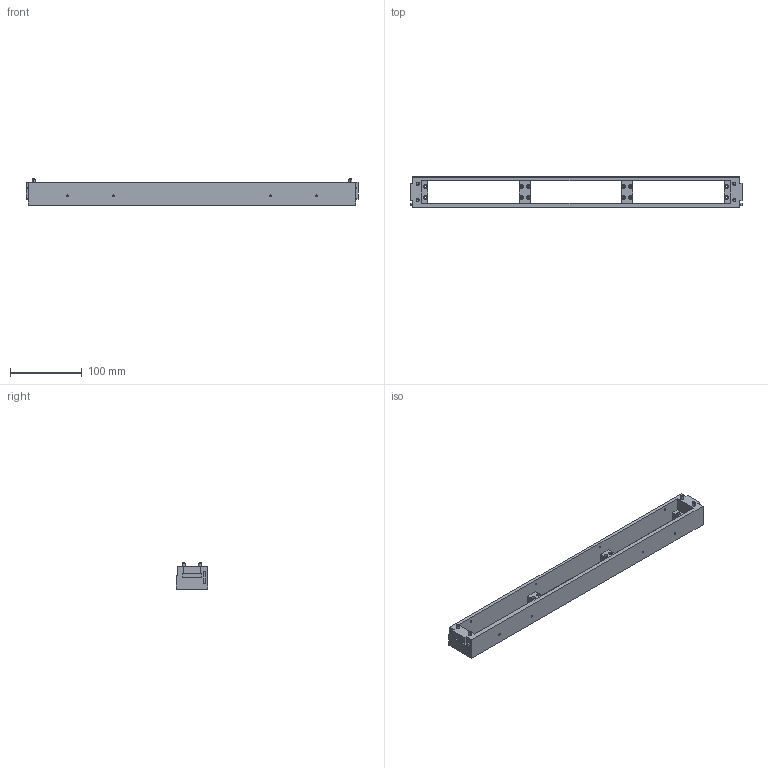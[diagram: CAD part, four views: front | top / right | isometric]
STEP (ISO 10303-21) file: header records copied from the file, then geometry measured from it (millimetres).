
FILE_DESCRIPTION (( 'STEP AP214' ), '1' );
FILE_NAME ('INGUN_113433.STEP', '2022-10-20T09:29:50', ( '' ), ( '' ), 'SwSTEP 2.0', 'SolidWorks 2021', '' );
FILE_SCHEMA (( 'AUTOMOTIVE_DESIGN' ));
Length unit declared in the file: millimetre
Products named in the file (3): DIN912~n_M04,0x025; 23943~1_S; INGUN_113433
Assembly tree (5 placements, depth 2):
  INGUN_113433
    23943~1_S
    DIN912~n_M04,0x025  x4
Bounding box: 462.18 x 44.45 x 36.43 mm (x, y, z)
Volume: 216707.9 mm3; surface area: 84714.3 mm2
Topology: 5 solids, 5 shells, 284 faces, 722 edges, 472 vertices
Faces by surface type: cylinder 180, plane 80, cone 24
Entity records: 7003 total; most frequent: DIRECTION 1165, CARTESIAN_POINT 1048, ORIENTED_EDGE 1018, EDGE_CURVE 509, AXIS2_PLACEMENT_3D 451, VERTEX_POINT 334, EDGE_LOOP 269, VECTOR 263
